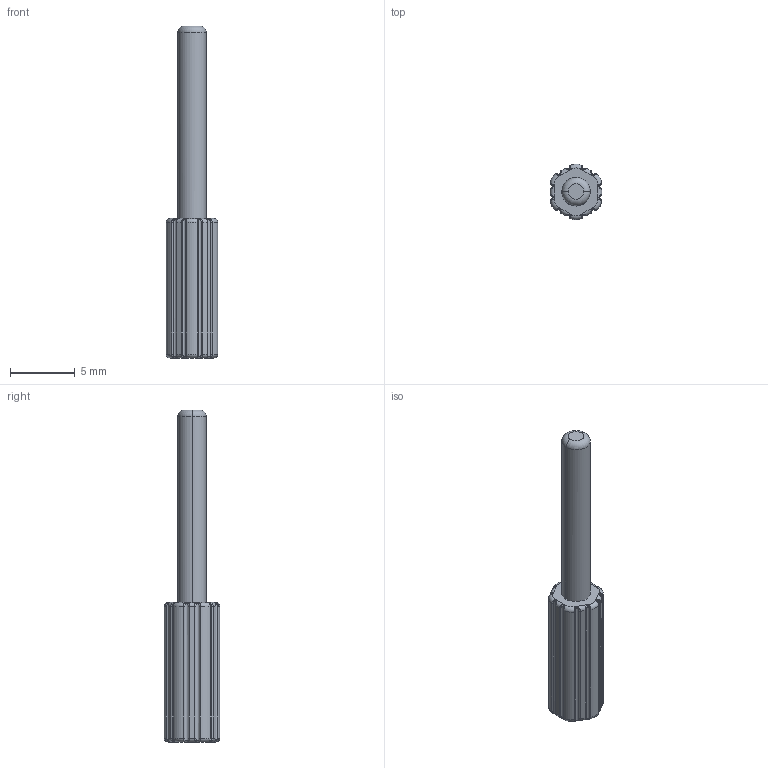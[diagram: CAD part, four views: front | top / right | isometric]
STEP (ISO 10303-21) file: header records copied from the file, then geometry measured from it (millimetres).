
FILE_DESCRIPTION((''),'2;1');
FILE_NAME('CAD2456_SW0001','2016-09-16T',('cmozuch'),(''),'PRO/ENGINEER BY PARAMETRIC TECHNOLOGY CORPORATION, 2015440','PRO/ENGINEER BY PARAMETRIC TECHNOLOGY CORPORATION, 2015440','');
FILE_SCHEMA(('CONFIG_CONTROL_DESIGN'));
Length unit declared in the file: millimetre
Products named in the file (1): CAD2456_SW0001
Bounding box: 4 x 4.31 x 25.7 mm (x, y, z)
Volume: 197.3 mm3; surface area: 282.3 mm2
Topology: 1 solids, 1 shells, 127 faces, 320 edges, 196 vertices
Faces by surface type: cylinder 56, bspline 48, torus 14, plane 9
Entity records: 7552 total; most frequent: CARTESIAN_POINT 3943, ORIENTED_EDGE 640, DIRECTION 444, EDGE_CURVE 320, VERTEX_POINT 196, AXIS2_PLACEMENT_3D 185, B_SPLINE_CURVE_WITH_KNOTS 140, EDGE_LOOP 128
